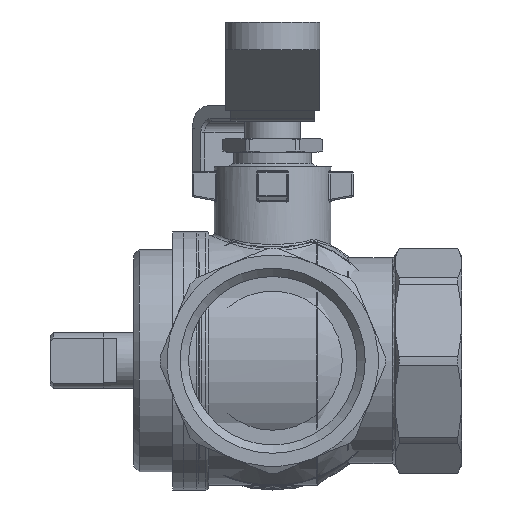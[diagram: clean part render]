
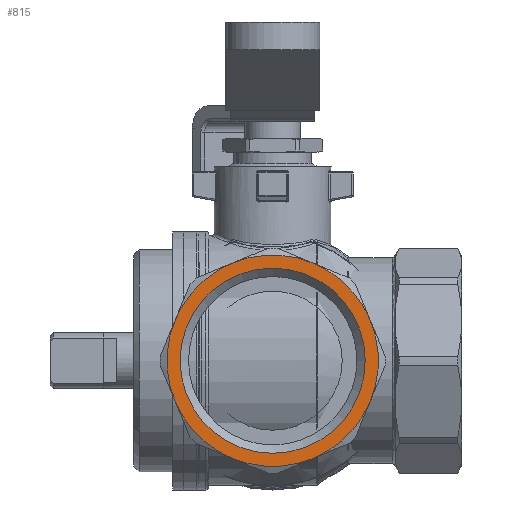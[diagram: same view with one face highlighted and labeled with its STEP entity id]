
A CAD part, left-side view. The second image highlights one B-rep face of the part: STEP entity #815.
In plain terms, the highlighted face is planar.
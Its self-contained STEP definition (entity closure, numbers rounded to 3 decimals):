
#815 = ADVANCED_FACE( '', ( #1734, #1735 ), #1736, .F. );
#1734 = FACE_BOUND( '', #3285, .T. );
#1735 = FACE_OUTER_BOUND( '', #3286, .T. );
#1736 = PLANE( '', #3287 );
#3285 = EDGE_LOOP( '', ( #5339 ) );
#3286 = EDGE_LOOP( '', ( #5340, #5341, #5342, #5343, #5344, #5345, #5346, #5347 ) );
#3287 = AXIS2_PLACEMENT_3D( '', #5348, #5349, #5350 );
#5339 = ORIENTED_EDGE( '', *, *, #6381, .T. );
#5340 = ORIENTED_EDGE( '', *, *, #6133, .T. );
#5341 = ORIENTED_EDGE( '', *, *, #6564, .T. );
#5342 = ORIENTED_EDGE( '', *, *, #6088, .T. );
#5343 = ORIENTED_EDGE( '', *, *, #6586, .T. );
#5344 = ORIENTED_EDGE( '', *, *, #5901, .T. );
#5345 = ORIENTED_EDGE( '', *, *, #5910, .T. );
#5346 = ORIENTED_EDGE( '', *, *, #6532, .T. );
#5347 = ORIENTED_EDGE( '', *, *, #6415, .T. );
#5348 = CARTESIAN_POINT( '', ( 0., -34., 0. ) );
#5349 = DIRECTION( '', ( 0., 1., 0. ) );
#5350 = DIRECTION( '', ( 0., 0., 1. ) );
#5901 = EDGE_CURVE( '', #6831, #6829, #6832, .F. );
#5910 = EDGE_CURVE( '', #6829, #6845, #6846, .F. );
#6088 = EDGE_CURVE( '', #7146, #7147, #7148, .F. );
#6133 = EDGE_CURVE( '', #6800, #7222, #7223, .F. );
#6381 = EDGE_CURVE( '', #7598, #7598, #7599, .T. );
#6415 = EDGE_CURVE( '', #7645, #6800, #7646, .F. );
#6532 = EDGE_CURVE( '', #6845, #7645, #7799, .F. );
#6564 = EDGE_CURVE( '', #7222, #7146, #7841, .F. );
#6586 = EDGE_CURVE( '', #7147, #6831, #7867, .F. );
#6800 = VERTEX_POINT( '', #8154 );
#6829 = VERTEX_POINT( '', #8209 );
#6831 = VERTEX_POINT( '', #8216 );
#6832 = CIRCLE( '', #8217, 19. );
#6845 = VERTEX_POINT( '', #8235 );
#6846 = CIRCLE( '', #8236, 19. );
#7146 = VERTEX_POINT( '', #9364 );
#7147 = VERTEX_POINT( '', #9365 );
#7148 = CIRCLE( '', #9366, 19. );
#7222 = VERTEX_POINT( '', #9800 );
#7223 = CIRCLE( '', #9801, 19. );
#7598 = VERTEX_POINT( '', #10937 );
#7599 = CIRCLE( '', #10938, 16.646 );
#7645 = VERTEX_POINT( '', #11009 );
#7646 = CIRCLE( '', #11010, 19. );
#7799 = CIRCLE( '', #11662, 19. );
#7841 = CIRCLE( '', #11767, 19. );
#7867 = CIRCLE( '', #11824, 19. );
#8154 = CARTESIAN_POINT( '', ( -7.271, -34., 17.554 ) );
#8209 = CARTESIAN_POINT( '', ( 17.554, -34., -7.271 ) );
#8216 = CARTESIAN_POINT( '', ( 7.271, -34., -17.554 ) );
#8217 = AXIS2_PLACEMENT_3D( '', #12121, #12122, #12123 );
#8235 = CARTESIAN_POINT( '', ( 17.554, -34., 7.271 ) );
#8236 = AXIS2_PLACEMENT_3D( '', #12136, #12137, #12138 );
#9364 = CARTESIAN_POINT( '', ( -17.554, -34., -7.271 ) );
#9365 = CARTESIAN_POINT( '', ( -7.271, -34., -17.554 ) );
#9366 = AXIS2_PLACEMENT_3D( '', #12360, #12361, #12362 );
#9800 = CARTESIAN_POINT( '', ( -17.554, -34., 7.271 ) );
#9801 = AXIS2_PLACEMENT_3D( '', #12406, #12407, #12408 );
#10937 = CARTESIAN_POINT( '', ( 0., -34., 16.646 ) );
#10938 = AXIS2_PLACEMENT_3D( '', #12697, #12698, #12699 );
#11009 = CARTESIAN_POINT( '', ( 7.271, -34., 17.554 ) );
#11010 = AXIS2_PLACEMENT_3D( '', #12733, #12734, #12735 );
#11662 = AXIS2_PLACEMENT_3D( '', #12845, #12846, #12847 );
#11767 = AXIS2_PLACEMENT_3D( '', #12869, #12870, #12871 );
#11824 = AXIS2_PLACEMENT_3D( '', #12893, #12894, #12895 );
#12121 = CARTESIAN_POINT( '', ( 0., -34., 0. ) );
#12122 = DIRECTION( '', ( 0., 1., 0. ) );
#12123 = DIRECTION( '', ( 0., 0., 1. ) );
#12136 = CARTESIAN_POINT( '', ( 0., -34., 0. ) );
#12137 = DIRECTION( '', ( 0., 1., 0. ) );
#12138 = DIRECTION( '', ( 0., 0., 1. ) );
#12360 = CARTESIAN_POINT( '', ( 0., -34., 0. ) );
#12361 = DIRECTION( '', ( 0., 1., 0. ) );
#12362 = DIRECTION( '', ( 0., 0., 1. ) );
#12406 = CARTESIAN_POINT( '', ( 0., -34., 0. ) );
#12407 = DIRECTION( '', ( 0., 1., 0. ) );
#12408 = DIRECTION( '', ( 0., 0., 1. ) );
#12697 = CARTESIAN_POINT( '', ( 0., -34., 0. ) );
#12698 = DIRECTION( '', ( 0., 1., 0. ) );
#12699 = DIRECTION( '', ( 0., 0., 1. ) );
#12733 = CARTESIAN_POINT( '', ( 0., -34., 0. ) );
#12734 = DIRECTION( '', ( 0., 1., 0. ) );
#12735 = DIRECTION( '', ( 0., 0., 1. ) );
#12845 = CARTESIAN_POINT( '', ( 0., -34., 0. ) );
#12846 = DIRECTION( '', ( 0., 1., 0. ) );
#12847 = DIRECTION( '', ( 0., 0., 1. ) );
#12869 = CARTESIAN_POINT( '', ( 0., -34., 0. ) );
#12870 = DIRECTION( '', ( 0., 1., 0. ) );
#12871 = DIRECTION( '', ( 0., 0., 1. ) );
#12893 = CARTESIAN_POINT( '', ( 0., -34., 0. ) );
#12894 = DIRECTION( '', ( 0., 1., 0. ) );
#12895 = DIRECTION( '', ( 0., 0., 1. ) );
